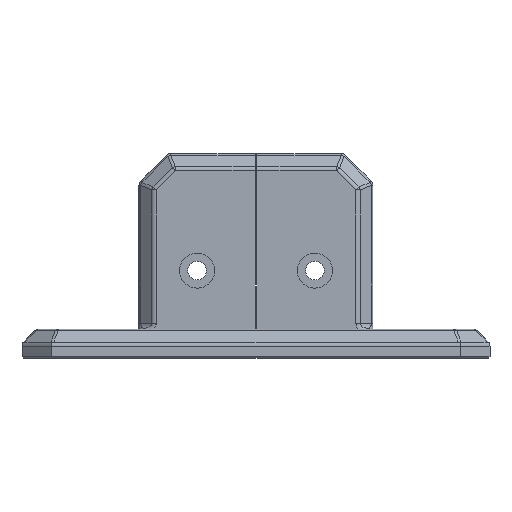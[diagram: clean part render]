
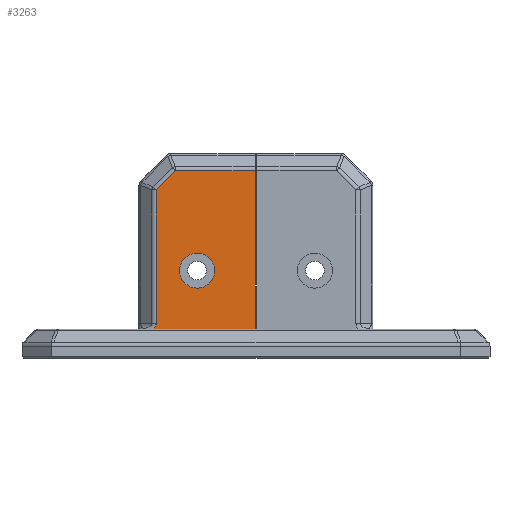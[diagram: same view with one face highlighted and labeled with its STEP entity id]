
A CAD part, left-side view. The second image highlights one B-rep face of the part: STEP entity #3263.
In plain terms, the highlighted planar face has unit normal (-1, 0, 0).
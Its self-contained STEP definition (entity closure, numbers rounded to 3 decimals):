
#60=FACE_BOUND('',#1027,.T.);
#231=LINE('',#5430,#511);
#235=LINE('',#5489,#515);
#237=LINE('',#5492,#517);
#238=LINE('',#5495,#518);
#239=LINE('',#5496,#519);
#511=VECTOR('',#4305,10.);
#515=VECTOR('',#4325,10.);
#517=VECTOR('',#4329,10.);
#518=VECTOR('',#4332,10.);
#519=VECTOR('',#4333,10.);
#677=PLANE('',#3582);
#819=FACE_OUTER_BOUND('',#1026,.T.);
#1026=EDGE_LOOP('',(#2524,#2525,#2526,#2527,#2528,#2529));
#1027=EDGE_LOOP('',(#2530));
#1232=CIRCLE('',#3583,3.);
#1310=ELLIPSE('',#3577,2.828,2.);
#1516=VERTEX_POINT('',#5419);
#1519=VERTEX_POINT('',#5426);
#1521=VERTEX_POINT('',#5435);
#1524=VERTEX_POINT('',#5475);
#1525=VERTEX_POINT('',#5482);
#1527=VERTEX_POINT('',#5494);
#1528=VERTEX_POINT('',#5497);
#1889=EDGE_CURVE('',#1516,#1519,#231,.T.);
#1896=EDGE_CURVE('',#1524,#1525,#1310,.T.);
#1900=EDGE_CURVE('',#1525,#1521,#235,.T.);
#1902=EDGE_CURVE('',#1521,#1516,#237,.T.);
#1903=EDGE_CURVE('',#1527,#1524,#238,.T.);
#1904=EDGE_CURVE('',#1527,#1519,#239,.T.);
#1905=EDGE_CURVE('',#1528,#1528,#1232,.T.);
#2524=ORIENTED_EDGE('',*,*,#1889,.F.);
#2525=ORIENTED_EDGE('',*,*,#1902,.F.);
#2526=ORIENTED_EDGE('',*,*,#1900,.F.);
#2527=ORIENTED_EDGE('',*,*,#1896,.F.);
#2528=ORIENTED_EDGE('',*,*,#1903,.F.);
#2529=ORIENTED_EDGE('',*,*,#1904,.T.);
#2530=ORIENTED_EDGE('',*,*,#1905,.T.);
#3263=ADVANCED_FACE('',(#819,#60),#677,.T.);
#3577=AXIS2_PLACEMENT_3D('',#5483,#4316,#4317);
#3582=AXIS2_PLACEMENT_3D('',#5493,#4330,#4331);
#3583=AXIS2_PLACEMENT_3D('',#5498,#4334,#4335);
#4305=DIRECTION('',(0.,-1.,0.));
#4316=DIRECTION('center_axis',(-1.,0.,0.));
#4317=DIRECTION('ref_axis',(0.,-1.,0.));
#4325=DIRECTION('',(0.,0.,1.));
#4329=DIRECTION('',(0.,-0.707,0.707));
#4330=DIRECTION('center_axis',(-1.,0.,0.));
#4331=DIRECTION('ref_axis',(0.,-1.,0.));
#4332=DIRECTION('',(0.,1.,0.));
#4333=DIRECTION('',(0.,0.,1.));
#4334=DIRECTION('center_axis',(1.,0.,0.));
#4335=DIRECTION('ref_axis',(0.,-1.,0.));
#5419=CARTESIAN_POINT('',(-6.425,5.914,17.086));
#5426=CARTESIAN_POINT('',(-6.425,-7.754,17.086));
#5430=CARTESIAN_POINT('',(-6.425,7.121,17.086));
#5435=CARTESIAN_POINT('',(-6.425,9.207,13.793));
#5475=CARTESIAN_POINT('',(-6.425,9.586,-10.));
#5482=CARTESIAN_POINT('',(-6.425,9.207,-9.));
#5483=CARTESIAN_POINT('Origin',(-6.425,12.035,-9.));
#5489=CARTESIAN_POINT('',(-6.425,9.207,-10.));
#5492=CARTESIAN_POINT('',(-6.425,18.81,4.189));
#5493=CARTESIAN_POINT('Origin',(-6.425,12.121,-10.));
#5494=CARTESIAN_POINT('',(-6.425,-7.754,-10.));
#5495=CARTESIAN_POINT('',(-6.425,-39.34,-10.));
#5496=CARTESIAN_POINT('',(-6.425,-7.754,5.));
#5497=CARTESIAN_POINT('',(-6.425,5.183,0.));
#5498=CARTESIAN_POINT('Origin',(-6.425,2.183,0.));
